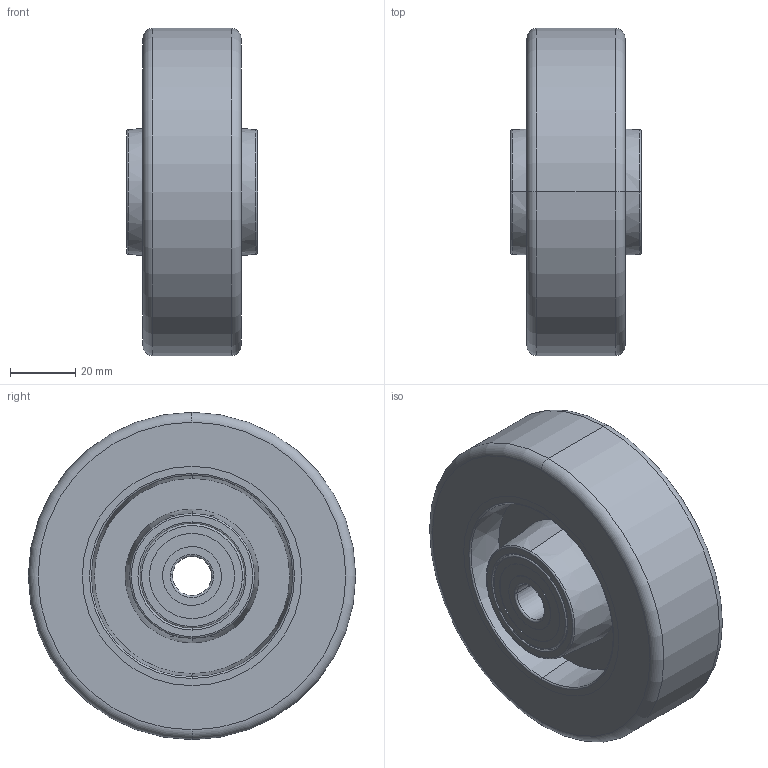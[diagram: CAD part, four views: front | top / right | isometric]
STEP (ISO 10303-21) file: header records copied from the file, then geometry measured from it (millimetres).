
FILE_DESCRIPTION (( 'STEP AP214' ), '1' );
FILE_NAME ('0016059.step', '2023-01-03T10:28:00', ( '' ), ( '' ), 'SwSTEP 2.0', 'SolidWorks 2020', '' );
FILE_SCHEMA (( 'AUTOMOTIVE_DESIGN' ));
Length unit declared in the file: millimetre
Products named in the file (1): 0016059
Bounding box: 40.1 x 100 x 100 mm (x, y, z)
Volume: 192209.7 mm3; surface area: 55347.8 mm2
Topology: 6 solids, 6 shells, 118 faces, 236 edges, 140 vertices
Faces by surface type: torus 44, cylinder 44, plane 22, cone 8
Entity records: 4509 total; most frequent: DIRECTION 658, CARTESIAN_POINT 495, ORIENTED_EDGE 472, AXIS2_PLACEMENT_3D 303, EDGE_CURVE 236, CIRCLE 184, VERTEX_POINT 140, EDGE_LOOP 140
